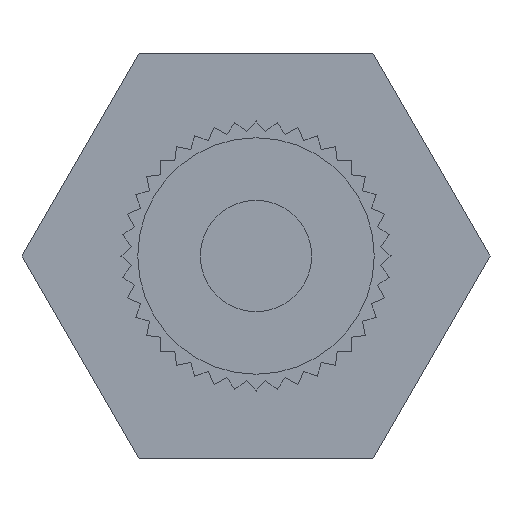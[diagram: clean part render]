
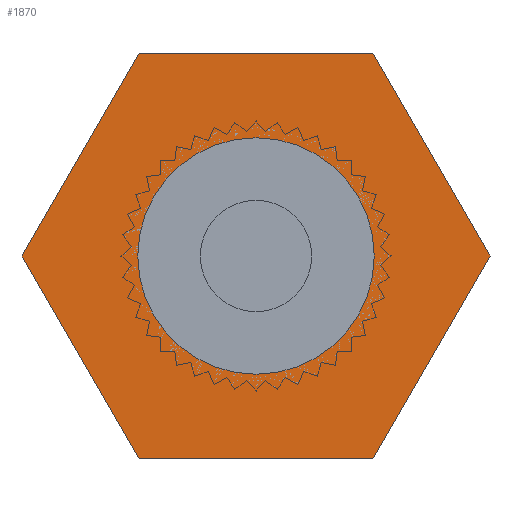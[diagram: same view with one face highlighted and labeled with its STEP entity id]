
A CAD part, front view. The second image highlights one B-rep face of the part: STEP entity #1870.
In plain terms, the highlighted planar face has unit normal (0, -1, 0).
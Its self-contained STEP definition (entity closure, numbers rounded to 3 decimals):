
#33=FACE_BOUND('',#238,.T.);
#43=PLANE('',#1999);
#138=FACE_OUTER_BOUND('',#237,.T.);
#237=EDGE_LOOP('',(#1354,#1355,#1356,#1357,#1358,#1359));
#238=EDGE_LOOP('',(#1360));
#331=LINE('',#2600,#594);
#335=LINE('',#2608,#598);
#338=LINE('',#2614,#601);
#341=LINE('',#2620,#604);
#344=LINE('',#2626,#607);
#347=LINE('',#2631,#610);
#594=VECTOR('',#2116,1000.);
#598=VECTOR('',#2122,1000.);
#601=VECTOR('',#2127,1000.);
#604=VECTOR('',#2132,1000.);
#607=VECTOR('',#2137,1000.);
#610=VECTOR('',#2142,1000.);
#858=CIRCLE('',#1991,3.5);
#866=VERTEX_POINT('',#2594);
#867=VERTEX_POINT('',#2598);
#868=VERTEX_POINT('',#2599);
#871=VERTEX_POINT('',#2607);
#873=VERTEX_POINT('',#2613);
#875=VERTEX_POINT('',#2619);
#877=VERTEX_POINT('',#2625);
#1049=EDGE_CURVE('',#866,#866,#858,.T.);
#1050=EDGE_CURVE('',#867,#868,#331,.T.);
#1054=EDGE_CURVE('',#868,#871,#335,.T.);
#1057=EDGE_CURVE('',#871,#873,#338,.T.);
#1060=EDGE_CURVE('',#873,#875,#341,.T.);
#1063=EDGE_CURVE('',#875,#877,#344,.T.);
#1066=EDGE_CURVE('',#877,#867,#347,.T.);
#1354=ORIENTED_EDGE('',*,*,#1050,.F.);
#1355=ORIENTED_EDGE('',*,*,#1066,.F.);
#1356=ORIENTED_EDGE('',*,*,#1063,.F.);
#1357=ORIENTED_EDGE('',*,*,#1060,.F.);
#1358=ORIENTED_EDGE('',*,*,#1057,.F.);
#1359=ORIENTED_EDGE('',*,*,#1054,.F.);
#1360=ORIENTED_EDGE('',*,*,#1049,.F.);
#1870=ADVANCED_FACE('',(#138,#33),#43,.F.);
#1991=AXIS2_PLACEMENT_3D('',#2596,#2112,#2113);
#1999=AXIS2_PLACEMENT_3D('',#2634,#2146,#2147);
#2112=DIRECTION('center_axis',(0.,-1.,0.));
#2113=DIRECTION('ref_axis',(0.,0.,-1.));
#2116=DIRECTION('',(0.5,0.,-0.866));
#2122=DIRECTION('',(-0.5,0.,-0.866));
#2127=DIRECTION('',(-1.,0.,0.));
#2132=DIRECTION('',(-0.5,0.,0.866));
#2137=DIRECTION('',(0.5,0.,0.866));
#2142=DIRECTION('',(1.,0.,0.));
#2146=DIRECTION('center_axis',(0.,1.,0.));
#2147=DIRECTION('ref_axis',(0.,0.,1.));
#2594=CARTESIAN_POINT('',(0.,-12.5,3.5));
#2596=CARTESIAN_POINT('Origin',(0.,-12.5,0.));
#2598=CARTESIAN_POINT('',(3.464,-12.5,6.));
#2599=CARTESIAN_POINT('',(6.928,-12.5,0.));
#2600=CARTESIAN_POINT('',(3.464,-12.5,6.));
#2607=CARTESIAN_POINT('',(3.464,-12.5,-6.));
#2608=CARTESIAN_POINT('',(6.928,-12.5,0.));
#2613=CARTESIAN_POINT('',(-3.464,-12.5,-6.));
#2614=CARTESIAN_POINT('',(3.464,-12.5,-6.));
#2619=CARTESIAN_POINT('',(-6.928,-12.5,0.));
#2620=CARTESIAN_POINT('',(-3.464,-12.5,-6.));
#2625=CARTESIAN_POINT('',(-3.464,-12.5,6.));
#2626=CARTESIAN_POINT('',(-6.928,-12.5,0.));
#2631=CARTESIAN_POINT('',(-3.464,-12.5,6.));
#2634=CARTESIAN_POINT('Origin',(0.,-12.5,0.));
